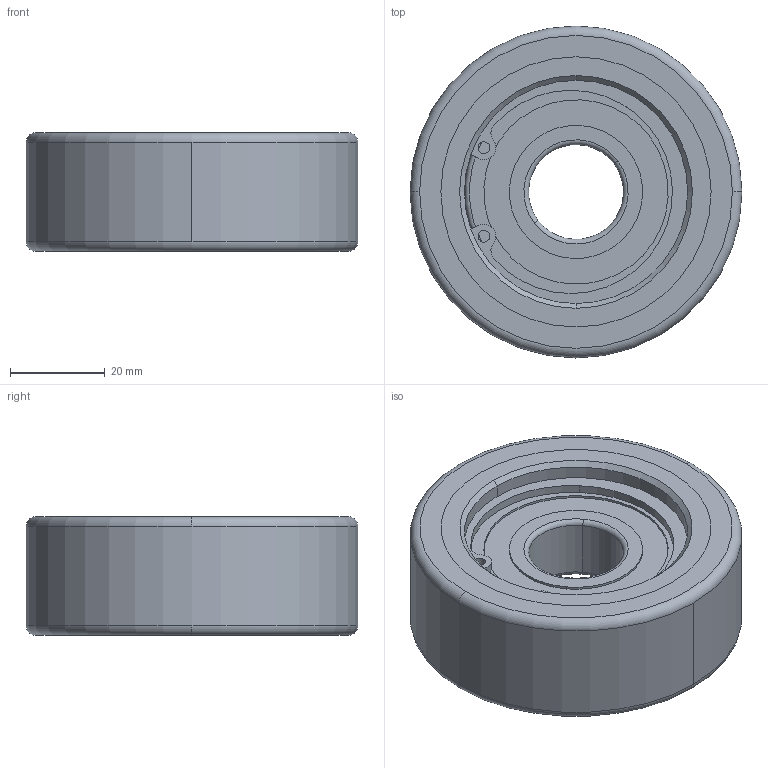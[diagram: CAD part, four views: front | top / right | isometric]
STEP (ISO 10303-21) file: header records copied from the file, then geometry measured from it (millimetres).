
FILE_DESCRIPTION (( 'STEP AP214' ), '1' );
FILE_NAME ('0028252.step', '2021-08-10T08:12:19', ( 'Windows-Benutzer' ), ( '' ), 'SwSTEP 2.0', 'SolidWorks 2020', '' );
FILE_SCHEMA (( 'AUTOMOTIVE_DESIGN' ));
Length unit declared in the file: millimetre
Products named in the file (1): 0028252
Bounding box: 70 x 70 x 25 mm (x, y, z)
Volume: 71929.6 mm3; surface area: 37194.2 mm2
Topology: 8 solids, 8 shells, 90 faces, 193 edges, 120 vertices
Faces by surface type: cylinder 45, torus 22, plane 19, cone 4
Entity records: 3610 total; most frequent: DIRECTION 513, CARTESIAN_POINT 404, ORIENTED_EDGE 386, AXIS2_PLACEMENT_3D 229, EDGE_CURVE 193, CIRCLE 138, VERTEX_POINT 120, EDGE_LOOP 109
